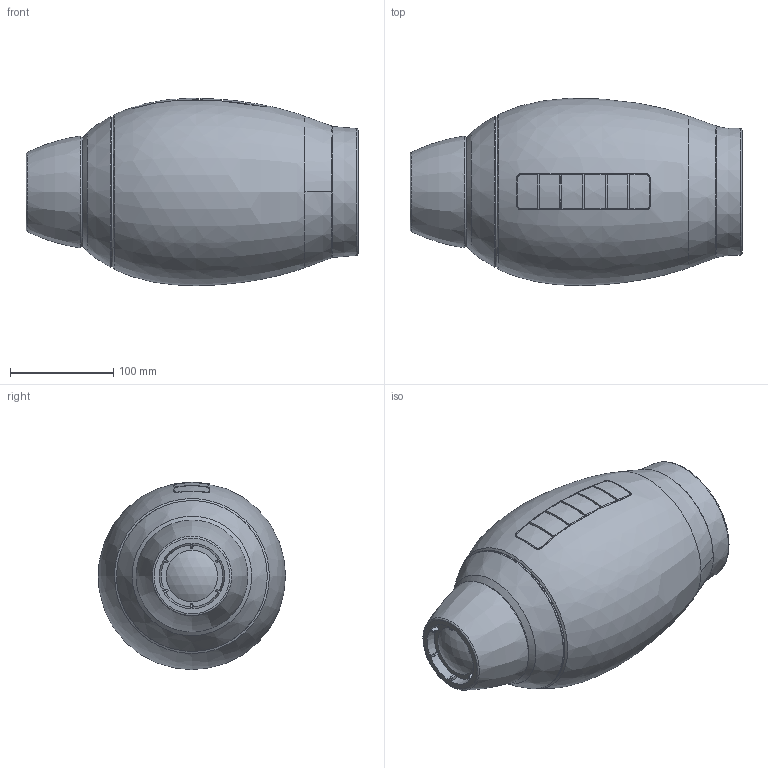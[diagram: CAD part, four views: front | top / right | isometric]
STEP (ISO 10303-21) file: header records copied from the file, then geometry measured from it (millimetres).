
FILE_DESCRIPTION(/* description */ (''),/* implementation_level */ '2;1');
FILE_NAME(/* name */ 'Megaman v13.step',/* time_stamp */ '2026-02-06T16:32:33+05:30',/* author */ (''),/* organization */ (''),/* preprocessor_version */ 'ST-DEVELOPER v20.1',/* originating_system */ 'Autodesk Translation Framework v14.24.0.0',/* authorisation */ '');
FILE_SCHEMA (('AUTOMOTIVE_DESIGN { 1 0 10303 214 3 1 1 }'));
Length unit declared in the file: millimetre
Products named in the file (16): Megaman; FRONT; SIDE PCB; FRONT MCPCB; Component5; Main Body; SIDE; MAIN BOARD'; LENS; Handle; SW; FILLET4; Back part; side led part; Component18; Component19
Assembly tree (14 placements, depth 3):
  Megaman
    FRONT
    SIDE PCB
    FRONT MCPCB
    Component5
    Main Body
    SIDE
    LENS
    Handle
    SW
      FILLET4
    Back part
    side led part
    Component18
    Component19
  MAIN BOARD'
Bounding box: 321.83 x 181.48 x 181.64 mm (x, y, z)
Volume: 2670203.9 mm3; surface area: 426809.3 mm2
Topology: 38 solids, 38 shells, 2134 faces, 5441 edges, 3416 vertices
Faces by surface type: plane 992, cylinder 691, torus 207, bspline 195, sphere 32, cone 17
Full cylindrical faces by diameter (mm): 1 x43, 1.5 x2, 2 x4, 2.1 x4, 2.4 x4, 3 x8, 3.8 x4, 9 x1, 25 x1, 46 x1, 50 x1, 94 x1, 100 x2, 114 x1, 145.079 x1
Entity records: 81825 total; most frequent: CARTESIAN_POINT 30184, ORIENTED_EDGE 10834, DIRECTION 10522, EDGE_CURVE 5417, AXIS2_PLACEMENT_3D 3711, VERTEX_POINT 3416, LINE 3100, VECTOR 3100
